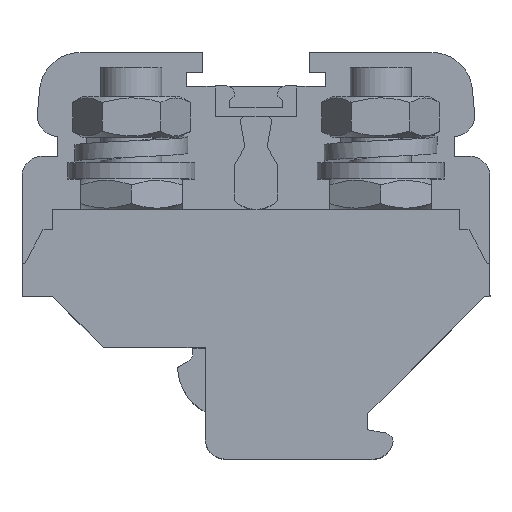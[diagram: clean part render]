
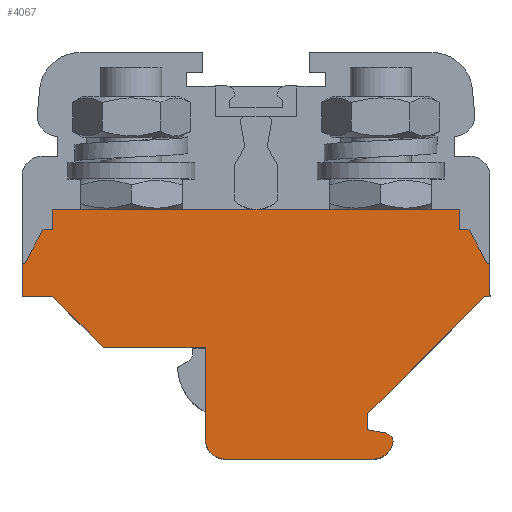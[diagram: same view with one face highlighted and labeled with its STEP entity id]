
A CAD part, top view. The second image highlights one B-rep face of the part: STEP entity #4067.
In plain terms, the highlighted planar face has unit normal (0, 0, 1).
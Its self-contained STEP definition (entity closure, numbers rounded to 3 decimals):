
#184=CIRCLE('',#4206,1.);
#186=CIRCLE('',#4209,2.);
#188=CIRCLE('',#4214,2.);
#984=ORIENTED_EDGE('',*,*,#1163,.F.);
#985=ORIENTED_EDGE('',*,*,#1407,.F.);
#986=ORIENTED_EDGE('',*,*,#1405,.F.);
#987=ORIENTED_EDGE('',*,*,#1373,.F.);
#988=ORIENTED_EDGE('',*,*,#1377,.F.);
#989=ORIENTED_EDGE('',*,*,#1278,.F.);
#990=ORIENTED_EDGE('',*,*,#1303,.F.);
#991=ORIENTED_EDGE('',*,*,#1050,.F.);
#992=ORIENTED_EDGE('',*,*,#1417,.F.);
#993=ORIENTED_EDGE('',*,*,#1305,.F.);
#994=ORIENTED_EDGE('',*,*,#1300,.F.);
#995=ORIENTED_EDGE('',*,*,#1297,.F.);
#996=ORIENTED_EDGE('',*,*,#1294,.F.);
#997=ORIENTED_EDGE('',*,*,#1291,.F.);
#998=ORIENTED_EDGE('',*,*,#1288,.F.);
#999=ORIENTED_EDGE('',*,*,#1285,.F.);
#1000=ORIENTED_EDGE('',*,*,#1282,.F.);
#1001=ORIENTED_EDGE('',*,*,#1367,.F.);
#1002=ORIENTED_EDGE('',*,*,#1370,.F.);
#1003=ORIENTED_EDGE('',*,*,#1416,.F.);
#1004=ORIENTED_EDGE('',*,*,#1046,.F.);
#1005=ORIENTED_EDGE('',*,*,#1160,.F.);
#1006=ORIENTED_EDGE('',*,*,#1079,.F.);
#1046=EDGE_CURVE('',#1461,#1462,#1744,.T.);
#1050=EDGE_CURVE('',#1464,#1466,#1748,.T.);
#1079=EDGE_CURVE('',#1493,#1494,#1772,.T.);
#1160=EDGE_CURVE('',#1494,#1461,#1800,.T.);
#1163=EDGE_CURVE('',#1552,#1493,#1803,.T.);
#1278=EDGE_CURVE('',#1635,#1636,#1863,.T.);
#1282=EDGE_CURVE('',#1639,#1640,#1867,.T.);
#1285=EDGE_CURVE('',#1640,#1642,#1870,.T.);
#1288=EDGE_CURVE('',#1642,#1644,#1873,.T.);
#1291=EDGE_CURVE('',#1644,#1646,#1876,.T.);
#1294=EDGE_CURVE('',#1646,#1648,#184,.T.);
#1297=EDGE_CURVE('',#1648,#1650,#186,.T.);
#1300=EDGE_CURVE('',#1650,#1652,#1881,.T.);
#1303=EDGE_CURVE('',#1466,#1635,#1884,.T.);
#1305=EDGE_CURVE('',#1652,#1654,#188,.T.);
#1367=EDGE_CURVE('',#1694,#1639,#1937,.T.);
#1370=EDGE_CURVE('',#1696,#1694,#1940,.T.);
#1373=EDGE_CURVE('',#1697,#1698,#1943,.T.);
#1377=EDGE_CURVE('',#1636,#1697,#1947,.T.);
#1405=EDGE_CURVE('',#1698,#1711,#1972,.T.);
#1407=EDGE_CURVE('',#1711,#1552,#1974,.T.);
#1416=EDGE_CURVE('',#1462,#1696,#1981,.T.);
#1417=EDGE_CURVE('',#1654,#1464,#1982,.T.);
#1461=VERTEX_POINT('',#5032);
#1462=VERTEX_POINT('',#5034);
#1464=VERTEX_POINT('',#5040);
#1466=VERTEX_POINT('',#5043);
#1493=VERTEX_POINT('',#5100);
#1494=VERTEX_POINT('',#5102);
#1552=VERTEX_POINT('',#5516);
#1635=VERTEX_POINT('',#5996);
#1636=VERTEX_POINT('',#5998);
#1639=VERTEX_POINT('',#6005);
#1640=VERTEX_POINT('',#6007);
#1642=VERTEX_POINT('',#6013);
#1644=VERTEX_POINT('',#6019);
#1646=VERTEX_POINT('',#6025);
#1648=VERTEX_POINT('',#6031);
#1650=VERTEX_POINT('',#6037);
#1652=VERTEX_POINT('',#6043);
#1654=VERTEX_POINT('',#6052);
#1694=VERTEX_POINT('',#6174);
#1696=VERTEX_POINT('',#6180);
#1697=VERTEX_POINT('',#6185);
#1698=VERTEX_POINT('',#6187);
#1711=VERTEX_POINT('',#6249);
#1744=LINE('',#5033,#2014);
#1748=LINE('',#5042,#2018);
#1772=LINE('',#5101,#2042);
#1800=LINE('',#5512,#2070);
#1803=LINE('',#5517,#2073);
#1863=LINE('',#5997,#2133);
#1867=LINE('',#6006,#2137);
#1870=LINE('',#6012,#2140);
#1873=LINE('',#6018,#2143);
#1876=LINE('',#6024,#2146);
#1881=LINE('',#6042,#2151);
#1884=LINE('',#6047,#2154);
#1937=LINE('',#6175,#2207);
#1940=LINE('',#6181,#2210);
#1943=LINE('',#6186,#2213);
#1947=LINE('',#6193,#2217);
#1972=LINE('',#6248,#2242);
#1974=LINE('',#6252,#2244);
#1981=LINE('',#6270,#2251);
#1982=LINE('',#6272,#2252);
#2014=VECTOR('',#4311,1000.);
#2018=VECTOR('',#4317,1000.);
#2042=VECTOR('',#4355,1000.);
#2070=VECTOR('',#4479,1000.);
#2073=VECTOR('',#4484,1000.);
#2133=VECTOR('',#4666,1000.);
#2137=VECTOR('',#4672,1000.);
#2140=VECTOR('',#4677,1000.);
#2143=VECTOR('',#4682,1000.);
#2146=VECTOR('',#4687,1000.);
#2151=VECTOR('',#4706,1000.);
#2154=VECTOR('',#4711,1000.);
#2207=VECTOR('',#4830,1000.);
#2210=VECTOR('',#4835,1000.);
#2213=VECTOR('',#4840,1000.);
#2217=VECTOR('',#4846,1000.);
#2242=VECTOR('',#4909,1000.);
#2244=VECTOR('',#4913,1000.);
#2251=VECTOR('',#4936,1000.);
#2252=VECTOR('',#4939,1000.);
#2464=EDGE_LOOP('',(#984,#985,#986,#987,#988,#989,#990,#991,#992,#993,#994,
#995,#996,#997,#998,#999,#1000,#1001,#1002,#1003,#1004,#1005,#1006));
#2654=FACE_BOUND('',#2464,.T.);
#2769=PLANE('',#4291);
#4067=ADVANCED_FACE('',(#2654),#2769,.F.);
#4206=AXIS2_PLACEMENT_3D('',#6030,#4693,#4694);
#4209=AXIS2_PLACEMENT_3D('',#6036,#4700,#4701);
#4214=AXIS2_PLACEMENT_3D('',#6051,#4716,#4717);
#4291=AXIS2_PLACEMENT_3D('',#6324,#4987,#4988);
#4311=DIRECTION('',(1.,0.,0.));
#4317=DIRECTION('',(-1.,0.,0.));
#4355=DIRECTION('',(1.,0.,0.));
#4479=DIRECTION('',(0.,-1.,0.));
#4484=DIRECTION('',(0.,1.,0.));
#4666=DIRECTION('',(-1.,0.,0.));
#4672=DIRECTION('',(-1.,0.,0.));
#4677=DIRECTION('',(-0.707,-0.707,0.));
#4682=DIRECTION('',(0.,-1.,0.));
#4687=DIRECTION('',(0.982,-0.191,0.));
#4693=DIRECTION('',(0.,0.,-1.));
#4694=DIRECTION('',(-1.,0.,0.));
#4700=DIRECTION('',(0.,0.,-1.));
#4701=DIRECTION('',(-1.,0.,0.));
#4706=DIRECTION('',(-1.,0.,0.));
#4711=DIRECTION('',(-0.707,0.707,0.));
#4716=DIRECTION('',(0.,0.,-1.));
#4717=DIRECTION('',(1.,0.,0.));
#4830=DIRECTION('',(0.,-1.,0.));
#4835=DIRECTION('',(1.,0.,0.));
#4840=DIRECTION('',(1.,0.,0.));
#4846=DIRECTION('',(0.,1.,0.));
#4909=DIRECTION('',(0.476,0.879,0.));
#4913=DIRECTION('',(1.,0.,0.));
#4936=DIRECTION('',(0.476,-0.879,0.));
#4939=DIRECTION('',(0.,1.,0.));
#4987=DIRECTION('',(0.,0.,-1.));
#4988=DIRECTION('',(-1.,0.,0.));
#5032=CARTESIAN_POINT('',(20.,1.507,20.1));
#5033=CARTESIAN_POINT('',(20.,1.507,20.1));
#5034=CARTESIAN_POINT('',(20.937,1.507,20.1));
#5040=CARTESIAN_POINT('',(-5.,-10.043,20.1));
#5042=CARTESIAN_POINT('',(-15.,-10.043,20.1));
#5043=CARTESIAN_POINT('',(-15.,-10.043,20.1));
#5100=CARTESIAN_POINT('',(-20.,3.507,20.1));
#5101=CARTESIAN_POINT('',(-20.,3.507,20.1));
#5102=CARTESIAN_POINT('',(20.,3.507,20.1));
#5512=CARTESIAN_POINT('',(20.,1.507,20.1));
#5516=CARTESIAN_POINT('',(-20.,1.507,20.1));
#5517=CARTESIAN_POINT('',(-20.,1.507,20.1));
#5996=CARTESIAN_POINT('',(-20.,-5.043,20.1));
#5997=CARTESIAN_POINT('',(-23.,-5.043,20.1));
#5998=CARTESIAN_POINT('',(-23.,-5.043,20.1));
#6005=CARTESIAN_POINT('',(23.,-5.043,20.1));
#6006=CARTESIAN_POINT('',(22.5,-5.043,20.1));
#6007=CARTESIAN_POINT('',(22.5,-5.043,20.1));
#6012=CARTESIAN_POINT('',(11.,-16.543,20.1));
#6013=CARTESIAN_POINT('',(11.,-16.543,20.1));
#6018=CARTESIAN_POINT('',(11.,-18.143,20.1));
#6019=CARTESIAN_POINT('',(11.,-18.143,20.1));
#6024=CARTESIAN_POINT('',(12.691,-18.472,20.1));
#6025=CARTESIAN_POINT('',(12.691,-18.472,20.1));
#6030=CARTESIAN_POINT('',(12.5,-19.453,20.1));
#6031=CARTESIAN_POINT('',(13.485,-19.284,20.1));
#6036=CARTESIAN_POINT('',(11.5,-19.043,20.1));
#6037=CARTESIAN_POINT('',(11.5,-21.043,20.1));
#6042=CARTESIAN_POINT('',(-3.,-21.043,20.1));
#6043=CARTESIAN_POINT('',(-3.,-21.043,20.1));
#6047=CARTESIAN_POINT('',(-20.,-5.043,20.1));
#6051=CARTESIAN_POINT('',(-3.,-19.043,20.1));
#6052=CARTESIAN_POINT('',(-5.,-19.043,20.1));
#6174=CARTESIAN_POINT('',(23.,-1.796,20.1));
#6175=CARTESIAN_POINT('',(23.,-5.043,20.1));
#6180=CARTESIAN_POINT('',(22.725,-1.796,20.1));
#6181=CARTESIAN_POINT('',(22.725,-1.796,20.1));
#6185=CARTESIAN_POINT('',(-23.,-1.796,20.1));
#6186=CARTESIAN_POINT('',(-23.,-1.796,20.1));
#6187=CARTESIAN_POINT('',(-22.725,-1.796,20.1));
#6193=CARTESIAN_POINT('',(-23.,-1.796,20.1));
#6248=CARTESIAN_POINT('',(-22.725,-1.796,20.1));
#6249=CARTESIAN_POINT('',(-20.937,1.507,20.1));
#6252=CARTESIAN_POINT('',(-20.937,1.507,20.1));
#6270=CARTESIAN_POINT('',(20.937,1.507,20.1));
#6272=CARTESIAN_POINT('',(-5.,-10.043,20.1));
#6324=CARTESIAN_POINT('',(12.5,-19.453,20.1));
